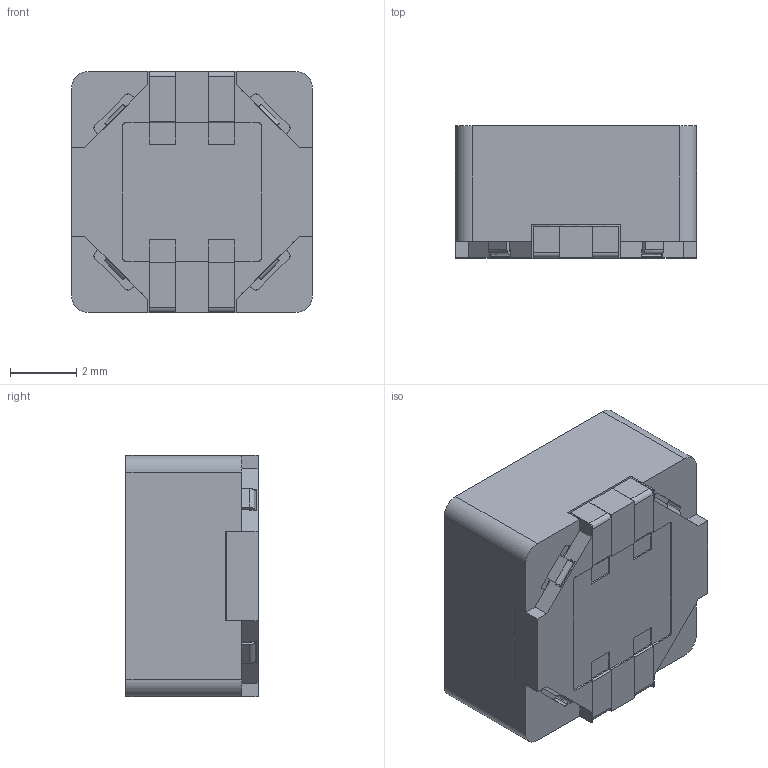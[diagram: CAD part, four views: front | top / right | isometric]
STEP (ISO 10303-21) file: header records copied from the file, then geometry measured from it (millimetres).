
FILE_DESCRIPTION (( 'STEP AP214' ), '1' );
FILE_NAME ('User Library-WE-DD-S.STEP', '2021-01-05T19:24:03', ( '' ), ( '' ), 'SwSTEP 2.0', 'SolidWorks 2020', '' );
FILE_SCHEMA (( 'AUTOMOTIVE_DESIGN' ));
Length unit declared in the file: millimetre
Products named in the file (7): Pin_3; Beschriftung_2; F_X_FCllung_2; Pin_2_2; Deckel_2; Kern_2_2; User Library-WE-DD-S
Assembly tree (8 placements, depth 2):
  User Library-WE-DD-S
    Kern_2_2
    Deckel_2
    Pin_3  x2
    Pin_2_2  x2
    F_X_FCllung_2
    Beschriftung_2
Bounding box: 7.3 x 4 x 7.3 mm (x, y, z)
Volume: 200.6 mm3; surface area: 586.1 mm2
Topology: 8 solids, 8 shells, 374 faces, 1026 edges, 660 vertices
Faces by surface type: plane 224, cylinder 135, bspline 15
Entity records: 14856 total; most frequent: CARTESIAN_POINT 2758, ORIENTED_EDGE 1776, DIRECTION 1655, EDGE_CURVE 888, VECTOR 633, LINE 633, VERTEX_POINT 574, AXIS2_PLACEMENT_3D 511
